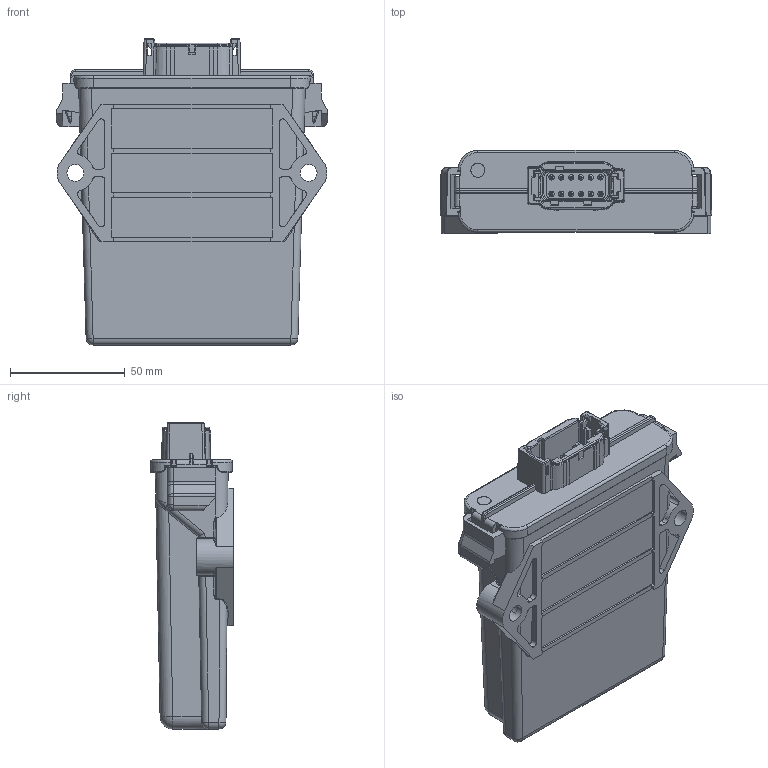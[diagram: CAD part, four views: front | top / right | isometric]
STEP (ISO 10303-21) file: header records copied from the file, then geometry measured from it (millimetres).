
FILE_DESCRIPTION((''),'2;1');
FILE_NAME('60370006_ASM_ASM','2010-11-17T',('mhart'),(''),'PRO/ENGINEER BY PARAMETRIC TECHNOLOGY CORPORATION, 2008010','PRO/ENGINEER BY PARAMETRIC TECHNOLOGY CORPORATION, 2008010','');
FILE_SCHEMA(('CONFIG_CONTROL_DESIGN'));
Length unit declared in the file: inch
Products named in the file (4): EEC-325X4B-E016_1; DTM13-12PA-R008_1; 60370006_ASM_1_ASM; 60370006_ASM_ASM
Assembly tree (3 placements, depth 3):
  60370006_ASM_ASM
    60370006_ASM_1_ASM
      EEC-325X4B-E016_1
      DTM13-12PA-R008_1
Bounding box: 118.25 x 36.14 x 133.38 mm (x, y, z)
Volume: 101677.3 mm3; surface area: 95022.1 mm2
Topology: 1 solids, 41 shells, 1672 faces, 4553 edges, 2870 vertices
Faces by surface type: plane 694, cylinder 570, torus 155, bspline 133, cone 80, sphere 34, extrusion 6
Entity records: 59271 total; most frequent: CARTESIAN_POINT 18116, ORIENTED_EDGE 8710, DIRECTION 8275, EDGE_CURVE 4517, AXIS2_PLACEMENT_3D 2877, VERTEX_POINT 2870, VECTOR 2521, LINE 2515
